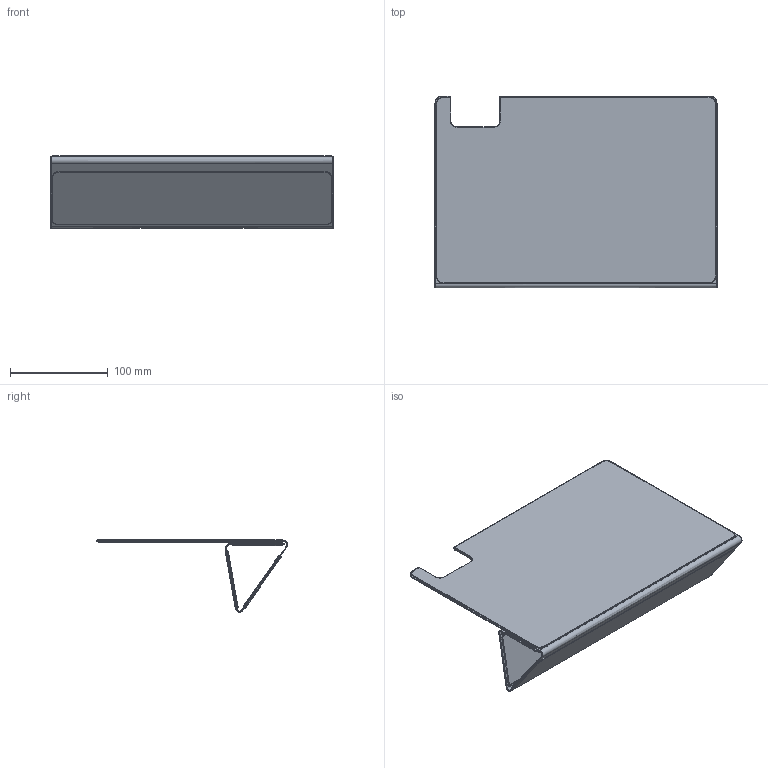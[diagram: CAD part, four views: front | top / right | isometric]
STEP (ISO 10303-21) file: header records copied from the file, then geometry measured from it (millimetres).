
FILE_DESCRIPTION(/* description */ (''),/* implementation_level */ '2;1');
FILE_NAME(/* name */ 'Lume Cover_3D Mockup (Stand).step',/* time_stamp */ '2023-05-03T15:08:03-07:00',/* author */ (''),/* organization */ (''),/* preprocessor_version */ 'ST-DEVELOPER v19.2',/* originating_system */ 'Autodesk Translation Framework v12.4.0.73',/* authorisation */ '');
FILE_SCHEMA (('AUTOMOTIVE_DESIGN { 1 0 10303 214 3 1 1 }'));
Length unit declared in the file: millimetre
Products named in the file (2): Lume Cover_3D Mockup; Stand (1)
Assembly tree (1 placements, depth 2):
  Lume Cover_3D Mockup
    Stand (1)
Bounding box: 289 x 196.4 x 74.44 mm (x, y, z)
Volume: 322855.7 mm3; surface area: 239986 mm2
Topology: 1 solids, 1 shells, 290 faces, 664 edges, 380 vertices
Faces by surface type: bspline 164, plane 63, cylinder 57, sphere 6
Entity records: 16582 total; most frequent: CARTESIAN_POINT 10945, ORIENTED_EDGE 1328, DIRECTION 766, EDGE_CURVE 664, VERTEX_POINT 380, EDGE_LOOP 294, FACE_OUTER_BOUND 290, ADVANCED_FACE 290
